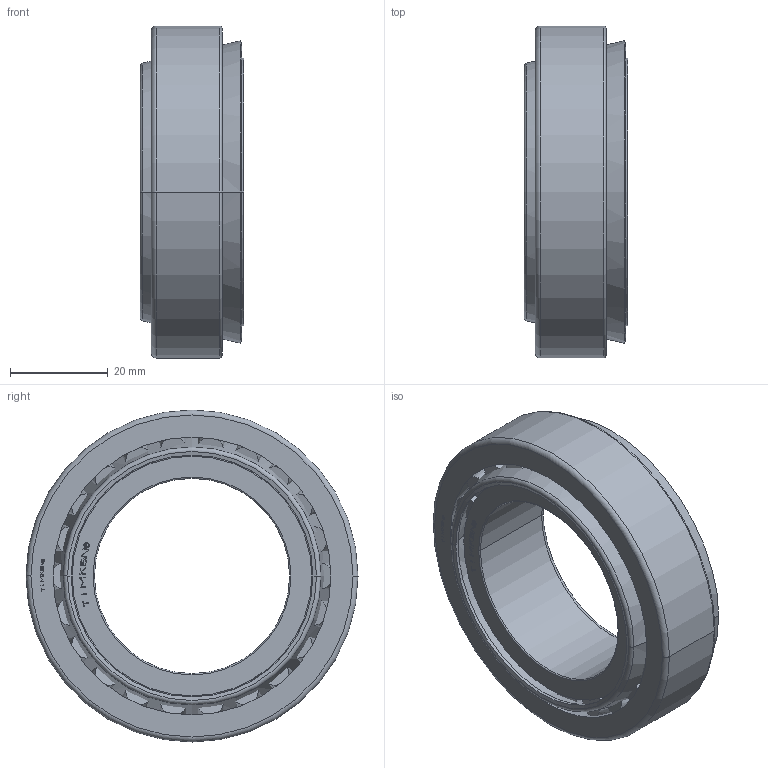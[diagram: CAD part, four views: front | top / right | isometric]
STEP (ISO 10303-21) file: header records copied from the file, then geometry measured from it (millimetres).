
FILE_DESCRIPTION(('starvars output'),'1');
FILE_NAME('32008X.stp','19:34:15 2023/12/13',('TraceParts'),(' '),'Spatial InterOp 3D',' ',' ');
FILE_SCHEMA(('AUTOMOTIVE_DESIGN { 1 0 10303 214 3 1 1 }'));
Length unit declared in the file: millimetre
Products named in the file (1): 1
Bounding box: 21.3 x 68 x 68 mm (x, y, z)
Volume: 35952.3 mm3; surface area: 29465.2 mm2
Topology: 25 solids, 25 shells, 486 faces, 1176 edges, 774 vertices
Faces by surface type: plane 372, cone 64, cylinder 40, torus 10
Entity records: 18261 total; most frequent: CARTESIAN_POINT 2461, DIRECTION 2406, ORIENTED_EDGE 2352, EDGE_CURVE 1176, LINE 968, VECTOR 968, VERTEX_POINT 774, AXIS2_PLACEMENT_3D 719
